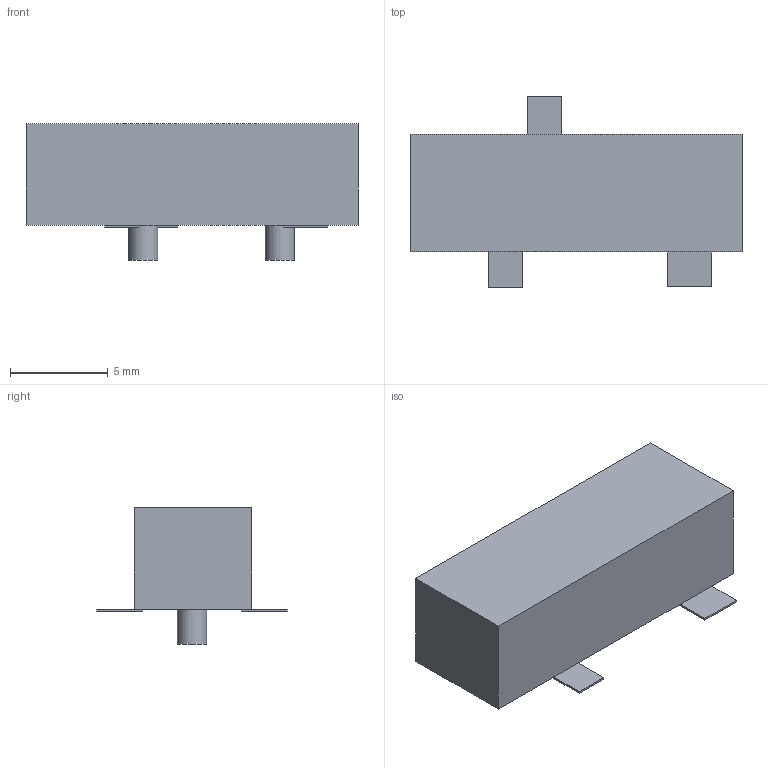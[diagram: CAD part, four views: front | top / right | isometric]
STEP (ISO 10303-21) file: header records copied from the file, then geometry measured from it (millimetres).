
FILE_DESCRIPTION(('FreeCAD Model'),'2;1');
FILE_NAME('12878433.1.10.stp','2020-09-13T16:17:43',( 'Author'),(''),'Open CASCADE STEP processor 6.9','FreeCAD','Unknown' );
FILE_SCHEMA(('AUTOMOTIVE_DESIGN { 1 0 10303 214 1 1 1 1 }'));
Length unit declared in the file: millimetre
Products named in the file (4): ASSEMBLY; Body; Pins; Lugs
Assembly tree (4 placements, depth 2):
  ASSEMBLY
    Body
    Pins
    Lugs  x2
Bounding box: 17 x 9.76 x 7 mm (x, y, z)
Volume: 544.4 mm3; surface area: 519.9 mm2
Topology: 8 solids, 8 shells, 36 faces, 60 edges, 40 vertices
Faces by surface type: plane 32, cylinder 4
Full cylindrical faces by diameter (mm): 1.5 x4
Entity records: 1545 total; most frequent: DIRECTION 236, CARTESIAN_POINT 233, LINE 154, VECTOR 154, ORIENTED_EDGE 108, PCURVE 108, DEFINITIONAL_REPRESENTATION 108, EDGE_CURVE 54
